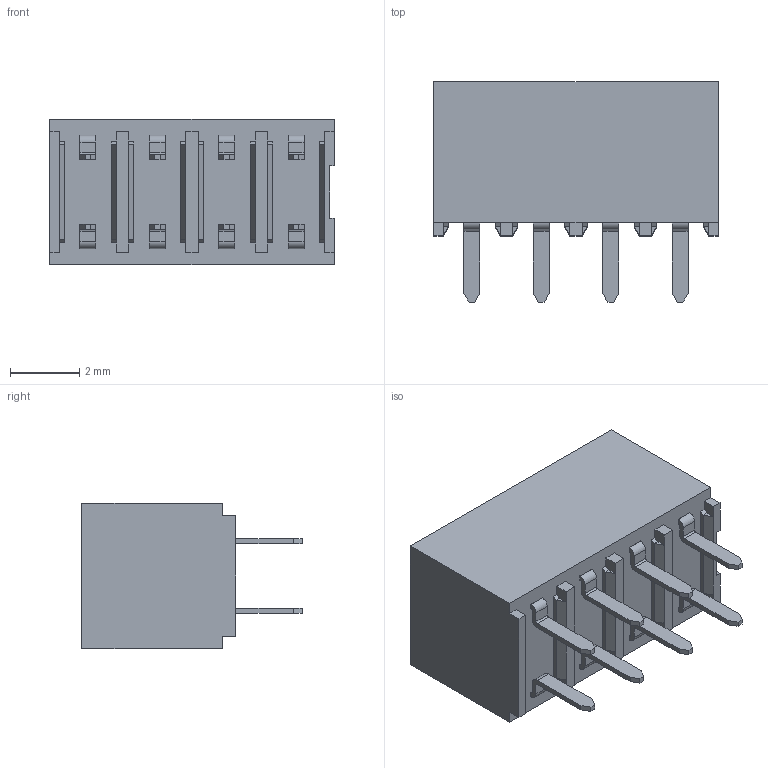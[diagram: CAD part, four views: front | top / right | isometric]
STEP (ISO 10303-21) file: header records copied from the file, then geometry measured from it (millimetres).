
FILE_DESCRIPTION((''),'2;1');
FILE_NAME('791077203','2013-09-26T',('me'),(''),'PRO/ENGINEER BY PARAMETRIC TECHNOLOGY CORPORATION, 2011490','PRO/ENGINEER BY PARAMETRIC TECHNOLOGY CORPORATION, 2011490','');
FILE_SCHEMA(('CONFIG_CONTROL_DESIGN'));
Length unit declared in the file: millimetre
Products named in the file (1): 791077203
Bounding box: 8.19 x 6.35 x 4.19 mm (x, y, z)
Volume: 116.8 mm3; surface area: 398.1 mm2
Topology: 1 solids, 1 shells, 510 faces, 1341 edges, 878 vertices
Faces by surface type: plane 446, cylinder 64
Entity records: 15472 total; most frequent: CARTESIAN_POINT 2714, ORIENTED_EDGE 2650, DIRECTION 2507, EDGE_CURVE 1325, VECTOR 1197, LINE 1197, VERTEX_POINT 862, AXIS2_PLACEMENT_3D 655
